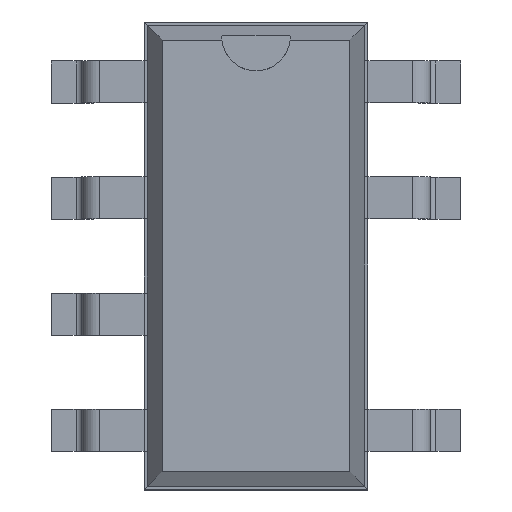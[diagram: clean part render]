
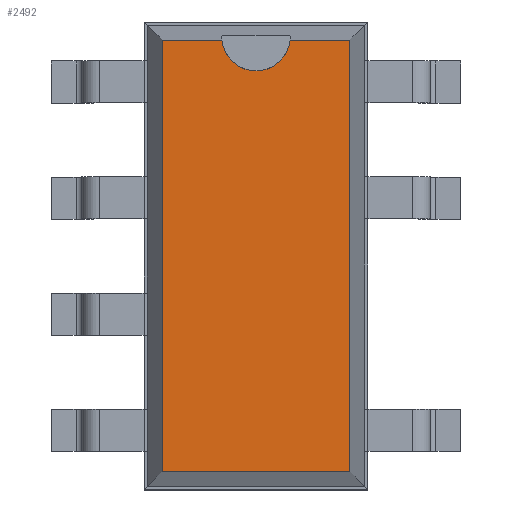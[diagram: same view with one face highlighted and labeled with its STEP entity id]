
A CAD part, top view. The second image highlights one B-rep face of the part: STEP entity #2492.
In plain terms, the highlighted planar face has unit normal (0, 0, 1).
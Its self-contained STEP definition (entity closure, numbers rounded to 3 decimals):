
#27=VECTOR('',#28,1.);
#28=DIRECTION('',(0.,1.,0.));
#34=VECTOR('',#35,1.);
#35=DIRECTION('',(-1.,0.,0.));
#41=VECTOR('',#42,1.);
#42=DIRECTION('',(0.,-1.,0.));
#46=VECTOR('',#47,1.);
#47=DIRECTION('',(1.,0.,0.));
#50=DIRECTION('',(0.,0.,-1.));
#631=DIRECTION('',(0.,0.,-1.));
#1703=VERTEX_POINT('',#1704);
#1704=CARTESIAN_POINT('',(2.051,4.721,3.68));
#1706=ORIENTED_EDGE('',*,*,#1707,.F.);
#1707=EDGE_CURVE('',#1708,#1703,#1710,.T.);
#1708=VERTEX_POINT('',#1709);
#1709=CARTESIAN_POINT('',(2.051,-4.721,3.68));
#1710=LINE('',#1709,#27);
#2022=VERTEX_POINT('',#2023);
#2023=CARTESIAN_POINT('',(-2.051,4.721,3.68));
#2025=ORIENTED_EDGE('',*,*,#2026,.F.);
#2026=EDGE_CURVE('',#2027,#2022,#2029,.T.);
#2027=VERTEX_POINT('',#2028);
#2028=CARTESIAN_POINT('',(-0.746,4.721,3.68));
#2029=LINE('',#1704,#34);
#2048=VERTEX_POINT('',#2049);
#2049=CARTESIAN_POINT('',(0.746,4.721,3.68));
#2055=ORIENTED_EDGE('',*,*,#2056,.F.);
#2056=EDGE_CURVE('',#1703,#2048,#2029,.T.);
#2076=VERTEX_POINT('',#2077);
#2077=CARTESIAN_POINT('',(-2.051,-4.721,3.68));
#2079=ORIENTED_EDGE('',*,*,#2080,.F.);
#2080=EDGE_CURVE('',#2022,#2076,#2081,.T.);
#2081=LINE('',#2023,#41);
#2487=ORIENTED_EDGE('',*,*,#2488,.F.);
#2488=EDGE_CURVE('',#2076,#1708,#2489,.T.);
#2489=LINE('',#2077,#46);
#2492=ADVANCED_FACE('',(#2493),#2504,.F.);
#2493=FACE_BOUND('',#2494,.F.);
#2494=EDGE_LOOP('',(#1706,#2487,#2079,#2025,#2495,#2502,#2055));
#2495=ORIENTED_EDGE('',*,*,#2496,.F.);
#2496=EDGE_CURVE('',#2497,#2027,#2499,.T.);
#2497=VERTEX_POINT('',#2498);
#2498=CARTESIAN_POINT('',(0.,4.046,3.68));
#2499=CIRCLE('',#2500,0.75);
#2500=AXIS2_PLACEMENT_3D('',#2501,#631,#42);
#2501=CARTESIAN_POINT('',(0.,4.796,3.68));
#2502=ORIENTED_EDGE('',*,*,#2503,.F.);
#2503=EDGE_CURVE('',#2048,#2497,#2499,.T.);
#2504=PLANE('',#2505);
#2505=AXIS2_PLACEMENT_3D('',#1709,#50,#2506);
#2506=DIRECTION('',(-0.398,0.917,0.));
